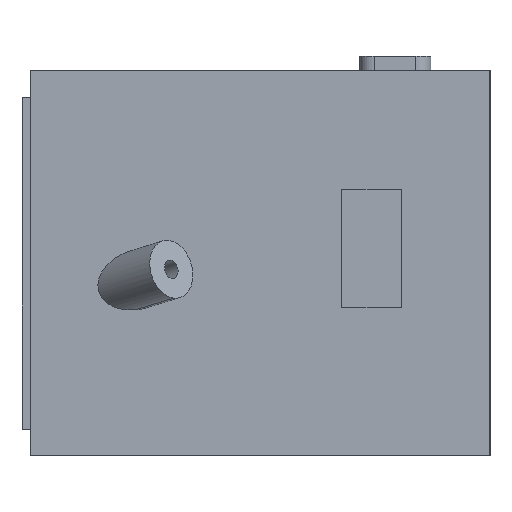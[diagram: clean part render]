
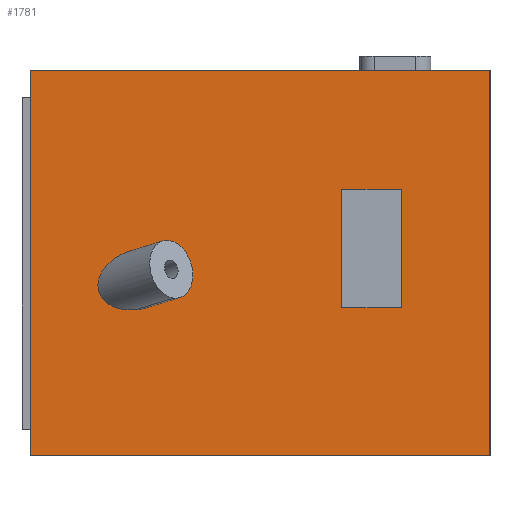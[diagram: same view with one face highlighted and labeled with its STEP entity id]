
A CAD part, left-side view. The second image highlights one B-rep face of the part: STEP entity #1781.
In plain terms, the highlighted planar face has unit normal (-1, 0, 0).
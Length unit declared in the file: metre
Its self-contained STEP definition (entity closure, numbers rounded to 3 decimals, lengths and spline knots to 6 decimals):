
#12=ELLIPSE('',#1950,0.014394,0.01);
#13=ELLIPSE('',#1951,0.014394,0.01);
#331=ORIENTED_EDGE('',*,*,#704,.T.);
#332=ORIENTED_EDGE('',*,*,#705,.T.);
#333=ORIENTED_EDGE('',*,*,#630,.F.);
#334=ORIENTED_EDGE('',*,*,#706,.F.);
#335=ORIENTED_EDGE('',*,*,#707,.T.);
#336=ORIENTED_EDGE('',*,*,#708,.T.);
#337=ORIENTED_EDGE('',*,*,#709,.T.);
#338=ORIENTED_EDGE('',*,*,#710,.T.);
#339=ORIENTED_EDGE('',*,*,#711,.F.);
#340=ORIENTED_EDGE('',*,*,#712,.F.);
#630=EDGE_CURVE('',#850,#852,#1003,.T.);
#704=EDGE_CURVE('',#903,#904,#1056,.T.);
#705=EDGE_CURVE('',#904,#852,#1057,.T.);
#706=EDGE_CURVE('',#903,#850,#1058,.T.);
#707=EDGE_CURVE('',#905,#906,#12,.T.);
#708=EDGE_CURVE('',#906,#905,#13,.T.);
#709=EDGE_CURVE('',#907,#908,#1059,.T.);
#710=EDGE_CURVE('',#908,#909,#1060,.T.);
#711=EDGE_CURVE('',#910,#909,#1061,.T.);
#712=EDGE_CURVE('',#907,#910,#1062,.T.);
#850=VERTEX_POINT('',#2702);
#852=VERTEX_POINT('',#2705);
#903=VERTEX_POINT('',#2856);
#904=VERTEX_POINT('',#2857);
#905=VERTEX_POINT('',#2861);
#906=VERTEX_POINT('',#2862);
#907=VERTEX_POINT('',#2865);
#908=VERTEX_POINT('',#2866);
#909=VERTEX_POINT('',#2868);
#910=VERTEX_POINT('',#2870);
#1003=LINE('',#2704,#1143);
#1056=LINE('',#2855,#1196);
#1057=LINE('',#2858,#1197);
#1058=LINE('',#2859,#1198);
#1059=LINE('',#2864,#1199);
#1060=LINE('',#2867,#1200);
#1061=LINE('',#2869,#1201);
#1062=LINE('',#2871,#1202);
#1143=VECTOR('',#2152,1.);
#1196=VECTOR('',#2299,1.);
#1197=VECTOR('',#2300,1.);
#1198=VECTOR('',#2301,1.);
#1199=VECTOR('',#2306,1.);
#1200=VECTOR('',#2307,1.);
#1201=VECTOR('',#2308,1.);
#1202=VECTOR('',#2309,1.);
#1325=EDGE_LOOP('',(#331,#332,#333,#334));
#1326=EDGE_LOOP('',(#335,#336));
#1327=EDGE_LOOP('',(#337,#338,#339,#340));
#1535=FACE_BOUND('',#1325,.T.);
#1536=FACE_BOUND('',#1326,.T.);
#1537=FACE_BOUND('',#1327,.T.);
#1704=PLANE('',#1949);
#1781=ADVANCED_FACE('',(#1535,#1536,#1537),#1704,.F.);
#1949=AXIS2_PLACEMENT_3D('',#2854,#2297,#2298);
#1950=AXIS2_PLACEMENT_3D('',#2860,#2302,#2303);
#1951=AXIS2_PLACEMENT_3D('',#2863,#2304,#2305);
#2152=DIRECTION('',(0.,-1.,0.));
#2297=DIRECTION('',(1.,0.,0.));
#2298=DIRECTION('',(0.,0.,-1.));
#2299=DIRECTION('',(0.,-1.,0.));
#2300=DIRECTION('',(0.,0.,1.));
#2301=DIRECTION('',(0.,0.,1.));
#2302=DIRECTION('',(1.,0.,0.));
#2303=DIRECTION('',(0.,-0.955,0.295));
#2304=DIRECTION('',(1.,0.,0.));
#2305=DIRECTION('',(0.,-0.955,0.295));
#2306=DIRECTION('',(0.,0.,1.));
#2307=DIRECTION('',(0.,-1.,0.));
#2308=DIRECTION('',(0.,0.,1.));
#2309=DIRECTION('',(0.,-1.,0.));
#2702=CARTESIAN_POINT('',(-0.08,0.155,0.065));
#2704=CARTESIAN_POINT('',(-0.08,0.16,0.065));
#2705=CARTESIAN_POINT('',(-0.08,0.,0.065));
#2854=CARTESIAN_POINT('',(-0.08,0.16,0.065));
#2855=CARTESIAN_POINT('',(-0.08,0.16,-0.065));
#2856=CARTESIAN_POINT('',(-0.08,0.155,-0.065));
#2857=CARTESIAN_POINT('',(-0.08,0.,-0.065));
#2858=CARTESIAN_POINT('',(-0.08,0.,0.065));
#2859=CARTESIAN_POINT('',(-0.08,0.155,-0.065));
#2860=CARTESIAN_POINT('',(-0.08,0.118302,-0.005291));
#2861=CARTESIAN_POINT('',(-0.08,0.119624,-0.015682));
#2862=CARTESIAN_POINT('',(-0.08,0.11698,0.005099));
#2863=CARTESIAN_POINT('',(-0.08,0.118302,-0.005291));
#2864=CARTESIAN_POINT('',(-0.08,0.05,0.005));
#2865=CARTESIAN_POINT('',(-0.08,0.05,-0.015));
#2866=CARTESIAN_POINT('',(-0.08,0.05,0.025));
#2867=CARTESIAN_POINT('',(-0.08,0.04,0.025));
#2868=CARTESIAN_POINT('',(-0.08,0.03,0.025));
#2869=CARTESIAN_POINT('',(-0.08,0.03,0.005));
#2870=CARTESIAN_POINT('',(-0.08,0.03,-0.015));
#2871=CARTESIAN_POINT('',(-0.08,0.04,-0.015));
